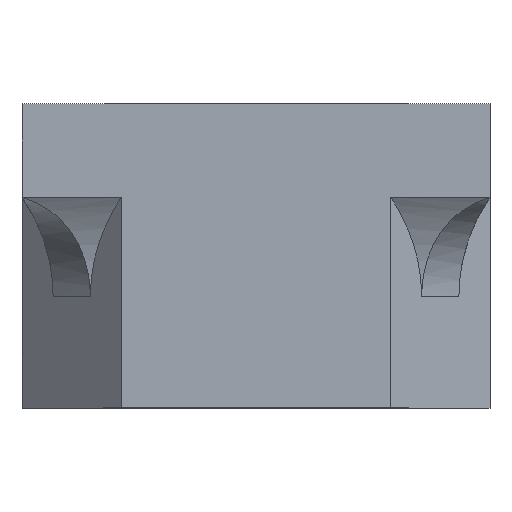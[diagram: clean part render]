
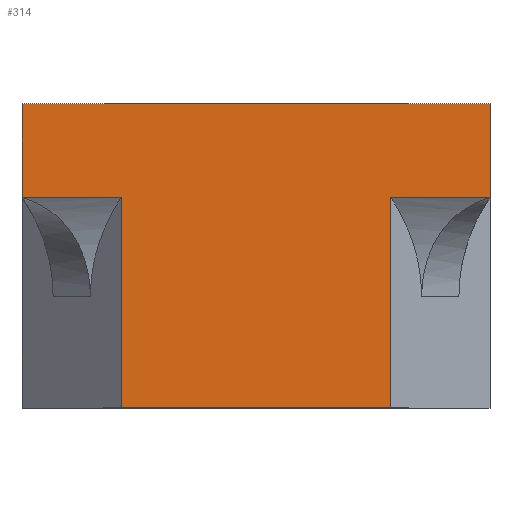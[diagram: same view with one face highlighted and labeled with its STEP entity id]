
A CAD part, top view. The second image highlights one B-rep face of the part: STEP entity #314.
In plain terms, the highlighted planar face has unit normal (0, 0, 1).
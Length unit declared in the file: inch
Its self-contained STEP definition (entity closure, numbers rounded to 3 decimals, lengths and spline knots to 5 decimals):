
#30=FACE_OUTER_BOUND('',#48,.T.);
#48=EDGE_LOOP('',(#241,#242,#243,#244,#245,#246,#247,#248));
#61=LINE('',#451,#97);
#68=LINE('',#471,#104);
#74=LINE('',#483,#110);
#81=LINE('',#497,#117);
#83=LINE('',#501,#119);
#84=LINE('',#503,#120);
#85=LINE('',#504,#121);
#86=LINE('',#505,#122);
#97=VECTOR('',#369,0.3937);
#104=VECTOR('',#384,0.3937);
#110=VECTOR('',#392,0.3937);
#117=VECTOR('',#403,0.3937);
#119=VECTOR('',#407,0.3937);
#120=VECTOR('',#408,0.3937);
#121=VECTOR('',#409,0.3937);
#122=VECTOR('',#410,0.3937);
#138=VERTEX_POINT('',#448);
#139=VERTEX_POINT('',#450);
#144=VERTEX_POINT('',#461);
#148=VERTEX_POINT('',#469);
#157=VERTEX_POINT('',#494);
#158=VERTEX_POINT('',#496);
#159=VERTEX_POINT('',#500);
#160=VERTEX_POINT('',#502);
#166=EDGE_CURVE('',#138,#139,#61,.T.);
#176=EDGE_CURVE('',#144,#148,#68,.T.);
#182=EDGE_CURVE('',#148,#139,#74,.F.);
#189=EDGE_CURVE('',#157,#158,#81,.T.);
#191=EDGE_CURVE('',#138,#159,#83,.T.);
#192=EDGE_CURVE('',#159,#160,#84,.T.);
#193=EDGE_CURVE('',#160,#158,#85,.F.);
#194=EDGE_CURVE('',#144,#157,#86,.T.);
#241=ORIENTED_EDGE('',*,*,#191,.T.);
#242=ORIENTED_EDGE('',*,*,#192,.T.);
#243=ORIENTED_EDGE('',*,*,#193,.T.);
#244=ORIENTED_EDGE('',*,*,#189,.F.);
#245=ORIENTED_EDGE('',*,*,#194,.F.);
#246=ORIENTED_EDGE('',*,*,#176,.T.);
#247=ORIENTED_EDGE('',*,*,#182,.T.);
#248=ORIENTED_EDGE('',*,*,#166,.F.);
#302=PLANE('',#350);
#314=ADVANCED_FACE('',(#30),#302,.F.);
#350=AXIS2_PLACEMENT_3D('',#499,#405,#406);
#369=DIRECTION('',(0.,-1.,0.));
#384=DIRECTION('',(0.,-1.,0.));
#392=DIRECTION('',(-1.,0.,0.));
#403=DIRECTION('',(0.,1.,0.));
#405=DIRECTION('center_axis',(0.,0.,-1.));
#406=DIRECTION('ref_axis',(-1.,0.,0.));
#407=DIRECTION('',(1.,0.,0.));
#408=DIRECTION('',(0.,1.,0.));
#409=DIRECTION('',(1.,0.,0.));
#410=DIRECTION('',(-1.,0.,0.));
#448=CARTESIAN_POINT('',(5.75,124.75,5.));
#450=CARTESIAN_POINT('',(5.75,115.75,5.));
#451=CARTESIAN_POINT('',(5.75,124.75,5.));
#461=CARTESIAN_POINT('',(-5.75,124.75,5.));
#469=CARTESIAN_POINT('',(-5.75,115.75,5.));
#471=CARTESIAN_POINT('',(-5.75,124.75,5.));
#483=CARTESIAN_POINT('',(5.,115.75,5.));
#494=CARTESIAN_POINT('',(-10.,124.75,5.));
#496=CARTESIAN_POINT('',(-10.,128.75,5.));
#497=CARTESIAN_POINT('',(-10.,124.75,5.));
#499=CARTESIAN_POINT('Origin',(10.,124.75,5.));
#500=CARTESIAN_POINT('',(10.,124.75,5.));
#501=CARTESIAN_POINT('',(12.125,124.75,5.));
#502=CARTESIAN_POINT('',(10.,128.75,5.));
#503=CARTESIAN_POINT('',(10.,124.75,5.));
#504=CARTESIAN_POINT('',(5.,128.75,5.));
#505=CARTESIAN_POINT('',(-12.125,124.75,5.));
